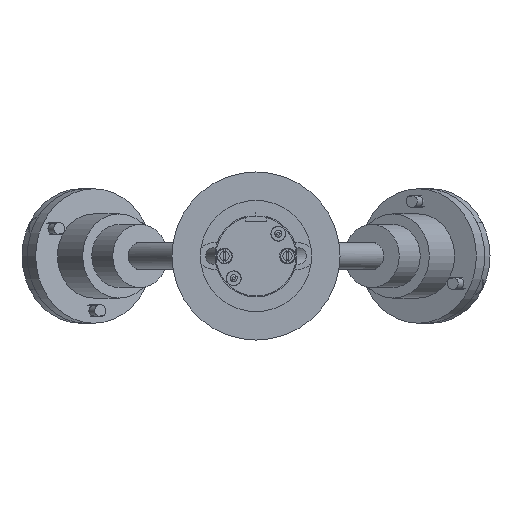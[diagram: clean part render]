
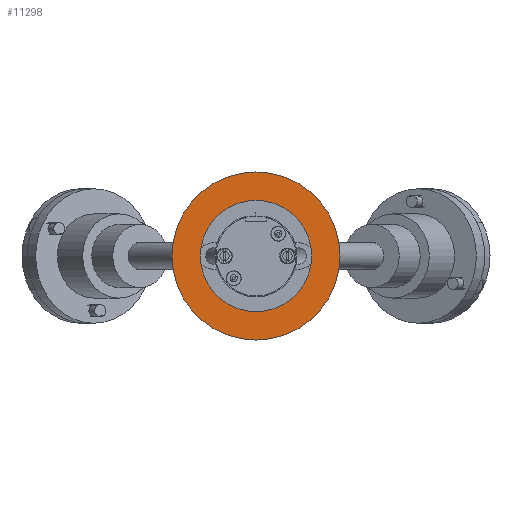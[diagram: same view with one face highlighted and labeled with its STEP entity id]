
A CAD part, front view. The second image highlights one B-rep face of the part: STEP entity #11298.
In plain terms, the highlighted planar face has unit normal (0, -1, 0).
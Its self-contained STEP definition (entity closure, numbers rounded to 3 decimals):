
#119 = EDGE_CURVE ( 'NONE', #7355, #7137, #13952, .T. ) ;
#182 = EDGE_CURVE ( 'NONE', #7692, #7502, #6556, .T. ) ;
#612 = EDGE_CURVE ( 'NONE', #7502, #7692, #6931, .T. ) ;
#684 = EDGE_CURVE ( 'NONE', #7137, #7355, #6828, .T. ) ;
#2833 = ORIENTED_EDGE ( 'NONE', *, *, #119, .F. ) ;
#3103 = ORIENTED_EDGE ( 'NONE', *, *, #182, .F. ) ;
#3479 = ORIENTED_EDGE ( 'NONE', *, *, #612, .F. ) ;
#3481 = ORIENTED_EDGE ( 'NONE', *, *, #684, .F. ) ;
#4728 = AXIS2_PLACEMENT_3D ( 'NONE', #10829, #10828, #10827 ) ;
#5191 = AXIS2_PLACEMENT_3D ( 'NONE', #8869, #8868, #8866 ) ;
#5226 = AXIS2_PLACEMENT_3D ( 'NONE', #8872, #8870, #8867 ) ;
#5449 = AXIS2_PLACEMENT_3D ( 'NONE', #13682, #13594, #13680 ) ;
#5487 = AXIS2_PLACEMENT_3D ( 'NONE', #12068, #12067, #12066 ) ;
#6556 = CIRCLE ( 'NONE', #5449, 20. ) ;
#6828 = CIRCLE ( 'NONE', #5191, 13.25 ) ;
#6931 = CIRCLE ( 'NONE', #5226, 20. ) ;
#7137 = VERTEX_POINT ( 'NONE', #13210 ) ;
#7355 = VERTEX_POINT ( 'NONE', #13125 ) ;
#7502 = VERTEX_POINT ( 'NONE', #13057 ) ;
#7692 = VERTEX_POINT ( 'NONE', #12983 ) ;
#8385 = EDGE_LOOP ( 'NONE', ( #3479, #3103 ) ) ;
#8390 = EDGE_LOOP ( 'NONE', ( #2833, #3481 ) ) ;
#8866 = DIRECTION ( 'NONE',  ( -1., 0., 0. ) ) ;
#8867 = DIRECTION ( 'NONE',  ( 1., 0., 0. ) ) ;
#8868 = DIRECTION ( 'NONE',  ( 0., -1., 0. ) ) ;
#8869 = CARTESIAN_POINT ( 'NONE',  ( 0., -29.278, 0. ) ) ;
#8870 = DIRECTION ( 'NONE',  ( 0., 1., 0. ) ) ;
#8872 = CARTESIAN_POINT ( 'NONE',  ( 0., -29.278, 0. ) ) ;
#10827 = DIRECTION ( 'NONE',  ( -1., 0., 0. ) ) ;
#10828 = DIRECTION ( 'NONE',  ( 0., -1., 0. ) ) ;
#10829 = CARTESIAN_POINT ( 'NONE',  ( 20., -29.278, 0. ) ) ;
#10836 = PLANE ( 'NONE',  #4728 ) ;
#11298 = ADVANCED_FACE ( 'NONE', ( #11758, #11755 ), #10836, .T. ) ;
#11755 = FACE_OUTER_BOUND ( 'NONE', #8385, .T. ) ;
#11758 = FACE_BOUND ( 'NONE', #8390, .T. ) ;
#12066 = DIRECTION ( 'NONE',  ( -1., 0., 0. ) ) ;
#12067 = DIRECTION ( 'NONE',  ( 0., -1., 0. ) ) ;
#12068 = CARTESIAN_POINT ( 'NONE',  ( 0., -29.278, 0. ) ) ;
#12983 = CARTESIAN_POINT ( 'NONE',  ( -20., -29.278, 0. ) ) ;
#13057 = CARTESIAN_POINT ( 'NONE',  ( 20., -29.278, 0. ) ) ;
#13125 = CARTESIAN_POINT ( 'NONE',  ( -13.25, -29.278, 0. ) ) ;
#13210 = CARTESIAN_POINT ( 'NONE',  ( 13.25, -29.278, 0. ) ) ;
#13594 = DIRECTION ( 'NONE',  ( 0., 1., 0. ) ) ;
#13680 = DIRECTION ( 'NONE',  ( 1., 0., 0. ) ) ;
#13682 = CARTESIAN_POINT ( 'NONE',  ( 0., -29.278, 0. ) ) ;
#13952 = CIRCLE ( 'NONE', #5487, 13.25 ) ;
